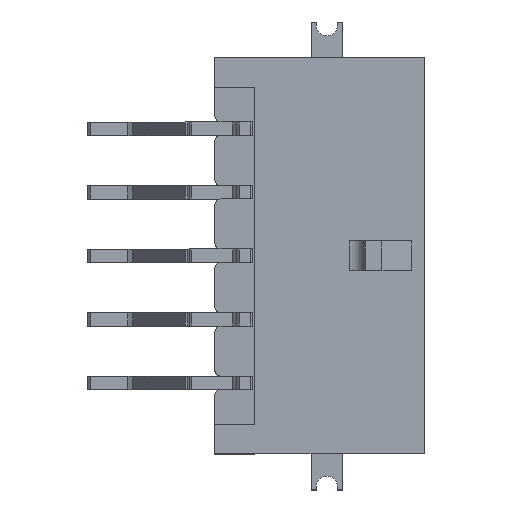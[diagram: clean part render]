
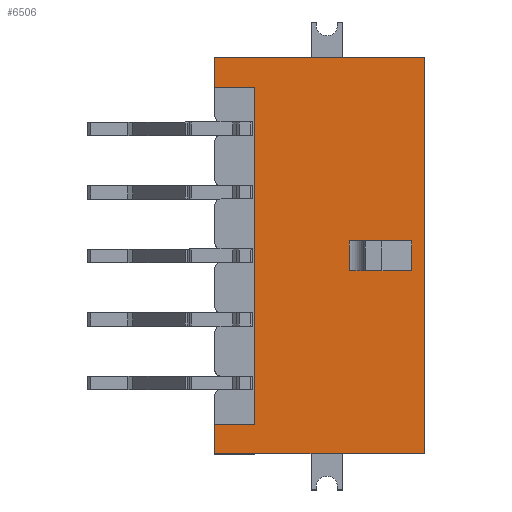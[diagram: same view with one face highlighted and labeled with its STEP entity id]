
A CAD part, top view. The second image highlights one B-rep face of the part: STEP entity #6506.
In plain terms, the highlighted face is planar.
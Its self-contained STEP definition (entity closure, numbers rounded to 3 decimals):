
#904=ORIENTED_EDGE('',*,*,#2597,.F.);
#905=ORIENTED_EDGE('',*,*,#2598,.T.);
#906=ORIENTED_EDGE('',*,*,#2599,.T.);
#907=ORIENTED_EDGE('',*,*,#2600,.T.);
#908=ORIENTED_EDGE('',*,*,#2601,.F.);
#909=ORIENTED_EDGE('',*,*,#2565,.F.);
#910=ORIENTED_EDGE('',*,*,#2589,.T.);
#911=ORIENTED_EDGE('',*,*,#2201,.T.);
#912=ORIENTED_EDGE('',*,*,#2591,.F.);
#913=ORIENTED_EDGE('',*,*,#2573,.F.);
#914=ORIENTED_EDGE('',*,*,#2602,.F.);
#915=ORIENTED_EDGE('',*,*,#2603,.F.);
#2201=EDGE_CURVE('',#3136,#3135,#3774,.T.);
#2565=EDGE_CURVE('',#3396,#3392,#4098,.T.);
#2573=EDGE_CURVE('',#3402,#3403,#4106,.T.);
#2589=EDGE_CURVE('',#3396,#3136,#4122,.T.);
#2591=EDGE_CURVE('',#3403,#3135,#4124,.T.);
#2597=EDGE_CURVE('',#3413,#3414,#4130,.T.);
#2598=EDGE_CURVE('',#3413,#3415,#4131,.F.);
#2599=EDGE_CURVE('',#3415,#3416,#4132,.T.);
#2600=EDGE_CURVE('',#3416,#3414,#4133,.T.);
#2601=EDGE_CURVE('',#3392,#3417,#4134,.T.);
#2602=EDGE_CURVE('',#3418,#3402,#4135,.T.);
#2603=EDGE_CURVE('',#3417,#3418,#4136,.T.);
#3135=VERTEX_POINT('',#9541);
#3136=VERTEX_POINT('',#9543);
#3392=VERTEX_POINT('',#10240);
#3396=VERTEX_POINT('',#10249);
#3402=VERTEX_POINT('',#10265);
#3403=VERTEX_POINT('',#10267);
#3413=VERTEX_POINT('',#10307);
#3414=VERTEX_POINT('',#10308);
#3415=VERTEX_POINT('',#10310);
#3416=VERTEX_POINT('',#10312);
#3417=VERTEX_POINT('',#10315);
#3418=VERTEX_POINT('',#10317);
#3774=LINE('',#9542,#4659);
#4098=LINE('',#10250,#4983);
#4106=LINE('',#10266,#4991);
#4122=LINE('',#10293,#5007);
#4124=LINE('',#10296,#5009);
#4130=LINE('',#10306,#5015);
#4131=LINE('',#10309,#5016);
#4132=LINE('',#10311,#5017);
#4133=LINE('',#10313,#5018);
#4134=LINE('',#10314,#5019);
#4135=LINE('',#10316,#5020);
#4136=LINE('',#10318,#5021);
#4659=VECTOR('',#7741,1000.);
#4983=VECTOR('',#8311,1000.);
#4991=VECTOR('',#8323,1000.);
#5007=VECTOR('',#8343,1000.);
#5009=VECTOR('',#8347,1000.);
#5015=VECTOR('',#8359,1000.);
#5016=VECTOR('',#8360,1000.);
#5017=VECTOR('',#8361,1000.);
#5018=VECTOR('',#8362,1000.);
#5019=VECTOR('',#8363,1000.);
#5020=VECTOR('',#8364,1000.);
#5021=VECTOR('',#8365,1000.);
#5523=EDGE_LOOP('',(#904,#905,#906,#907));
#5524=EDGE_LOOP('',(#908,#909,#910,#911,#912,#913,#914,#915));
#5874=FACE_BOUND('',#5523,.T.);
#5875=FACE_BOUND('',#5524,.T.);
#6191=PLANE('',#7321);
#6506=ADVANCED_FACE('',(#5874,#5875),#6191,.T.);
#7321=AXIS2_PLACEMENT_3D('',#10305,#8357,#8358);
#7741=DIRECTION('',(0.,1.,0.));
#8311=DIRECTION('',(0.,1.,0.));
#8323=DIRECTION('',(0.,1.,0.));
#8343=DIRECTION('',(0.,0.,1.));
#8347=DIRECTION('',(0.,0.,1.));
#8357=DIRECTION('',(-1.,0.,0.));
#8358=DIRECTION('',(0.,0.,1.));
#8359=DIRECTION('',(0.,0.,1.));
#8360=DIRECTION('',(0.,-1.,0.));
#8361=DIRECTION('',(0.,0.,1.));
#8362=DIRECTION('',(0.,-1.,0.));
#8363=DIRECTION('',(0.,0.,1.));
#8364=DIRECTION('',(0.,0.,-1.));
#8365=DIRECTION('',(0.,1.,0.));
#9541=CARTESIAN_POINT('',(-3.43,9.35,4.95));
#9542=CARTESIAN_POINT('',(-3.43,-9.35,4.95));
#9543=CARTESIAN_POINT('',(-3.43,-9.35,4.95));
#10240=CARTESIAN_POINT('',(-3.43,-7.95,-4.95));
#10249=CARTESIAN_POINT('',(-3.43,-9.35,-4.95));
#10250=CARTESIAN_POINT('',(-3.43,-9.35,-4.95));
#10265=CARTESIAN_POINT('',(-3.43,7.95,-4.95));
#10266=CARTESIAN_POINT('',(-3.43,-9.35,-4.95));
#10267=CARTESIAN_POINT('',(-3.43,9.35,-4.95));
#10293=CARTESIAN_POINT('',(-3.43,-9.35,-4.95));
#10296=CARTESIAN_POINT('',(-3.43,9.35,-4.95));
#10305=CARTESIAN_POINT('',(-3.43,-9.35,-4.95));
#10306=CARTESIAN_POINT('',(-3.43,-0.7,2.15));
#10307=CARTESIAN_POINT('',(-3.43,-0.7,1.4));
#10308=CARTESIAN_POINT('',(-3.43,-0.7,4.35));
#10309=CARTESIAN_POINT('',(-3.43,0.7,1.4));
#10310=CARTESIAN_POINT('',(-3.43,0.7,1.4));
#10311=CARTESIAN_POINT('',(-3.43,0.7,2.15));
#10312=CARTESIAN_POINT('',(-3.43,0.7,4.35));
#10313=CARTESIAN_POINT('',(-3.43,0.7,4.35));
#10314=CARTESIAN_POINT('',(-3.43,-7.95,-4.95));
#10315=CARTESIAN_POINT('',(-3.43,-7.95,-3.05));
#10316=CARTESIAN_POINT('',(-3.43,7.95,-3.05));
#10317=CARTESIAN_POINT('',(-3.43,7.95,-3.05));
#10318=CARTESIAN_POINT('',(-3.43,-7.95,-3.05));
